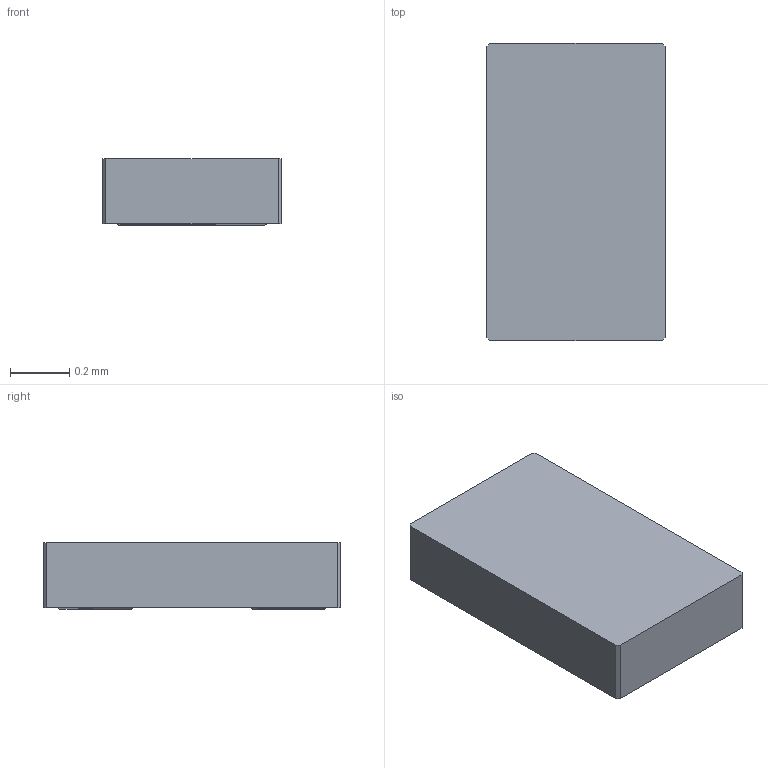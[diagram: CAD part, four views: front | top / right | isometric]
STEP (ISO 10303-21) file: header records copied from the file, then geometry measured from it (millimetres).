
FILE_DESCRIPTION( (''), '2;1');
FILE_NAME ('3D_Model_SMD1006_Rev.0.stp','2020-07-20T18:52:00',(''),(''),'spGate 14.4.10','','');
FILE_SCHEMA (('AUTOMOTIVE_DESIGN'));
Length unit declared in the file: millimetre
Products named in the file (4): Assembly; 3D_Model_SMD1006_Rev-prt0; 3D_Model_SMD1006_Rev-prt1; 3D_Model_SMD1006_Rev-prt2
Assembly tree (3 placements, depth 2):
  Assembly
    3D_Model_SMD1006_Rev-prt0
    3D_Model_SMD1006_Rev-prt1
    3D_Model_SMD1006_Rev-prt2
Bounding box: 0.6 x 1 x 0.23 mm (x, y, z)
Volume: 0.1 mm3; surface area: 2.4 mm2
Topology: 1 solids, 5 shells, 25 faces, 56 edges, 34 vertices
Faces by surface type: plane 15, cylinder 10
Entity records: 1184 total; most frequent: CARTESIAN_POINT 151, ORIENTED_EDGE 102, DIRECTION 100, COLOUR_RGB 81, PRESENTATION_STYLE_ASSIGNMENT 81, STYLED_ITEM 81, EDGE_CURVE 56, DRAUGHTING_PRE_DEFINED_CURVE_FONT 56
